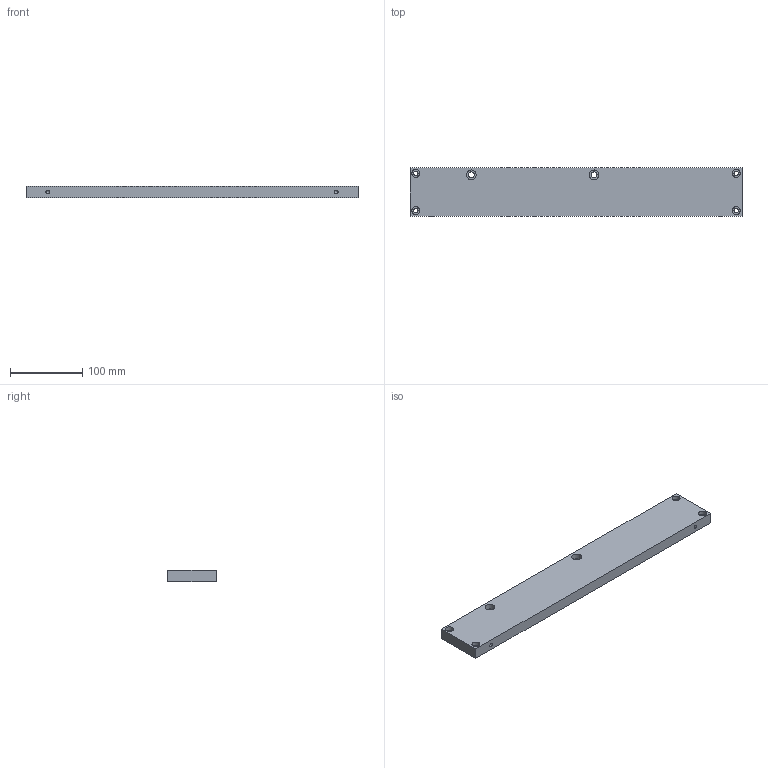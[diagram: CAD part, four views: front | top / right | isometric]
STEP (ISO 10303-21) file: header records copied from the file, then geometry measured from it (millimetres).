
FILE_DESCRIPTION(/* description */ (''),/* implementation_level */ '2;1');
FILE_NAME(/* name */ 'chassis_2.stp',/* time_stamp */ '2021-03-29T18:34:12+02:00',/* author */ ('Utilisateur'),/* organization */ (''),/* preprocessor_version */ 'ST-DEVELOPER v16.5',/* originating_system */ 'Autodesk Inventor 2017',/* authorisation */ '');
FILE_SCHEMA (('AUTOMOTIVE_DESIGN { 1 0 10303 214 3 1 1 }'));
Length unit declared in the file: millimetre
Products named in the file (1): chassis_2
Bounding box: 460 x 67.5 x 16 mm (x, y, z)
Volume: 489398.2 mm3; surface area: 81850.7 mm2
Topology: 1 solids, 1 shells, 28 faces, 58 edges, 38 vertices
Faces by surface type: cylinder 14, plane 12, cone 2
Full cylindrical faces by diameter (mm): 4.917 x2, 6.2 x4, 8.2 x2, 11 x4, 13.5 x2
Entity records: 710 total; most frequent: DIRECTION 126, CARTESIAN_POINT 105, ORIENTED_EDGE 80, EDGE_LOOP 62, AXIS2_PLACEMENT_3D 57, EDGE_CURVE 40, VERTEX_POINT 36, FACE_BOUND 34
